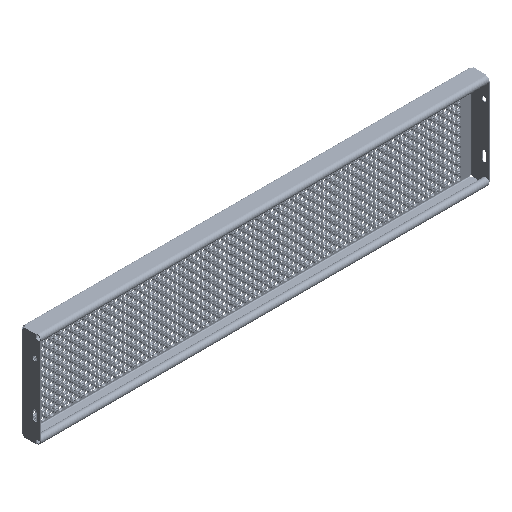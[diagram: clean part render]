
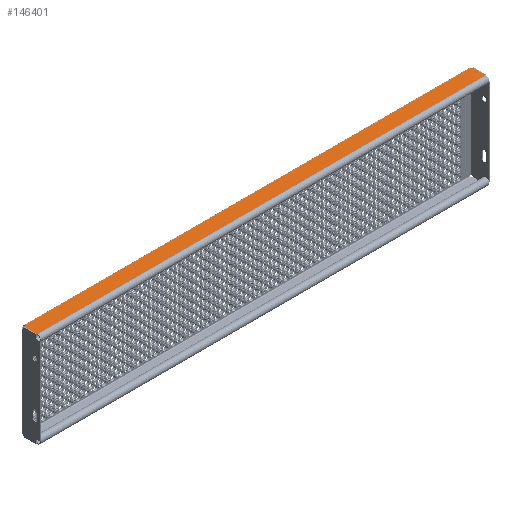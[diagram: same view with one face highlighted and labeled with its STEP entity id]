
A CAD part, isometric view. The second image highlights one B-rep face of the part: STEP entity #146401.
In plain terms, the highlighted planar face has unit normal (0, 0, 1).
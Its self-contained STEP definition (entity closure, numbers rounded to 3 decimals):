
#123684 = CARTESIAN_POINT ( 'NONE',  ( -647.99, -44.498, 137.5 ) ) ;
#123745 = CARTESIAN_POINT ( 'NONE',  ( -647.99, -7.185, 137.5 ) ) ;
#123886 = DIRECTION ( 'NONE',  ( 0., -1., 0. ) ) ;
#123888 = VECTOR ( 'NONE', #123886, 1000. ) ;
#123890 = LINE ( 'NONE', #123745, #123888 ) ;
#124291 = CARTESIAN_POINT ( 'NONE',  ( -647.99, -7.185, 137.5 ) ) ;
#125124 = CARTESIAN_POINT ( 'NONE',  ( -644.302, -4., 137.5 ) ) ;
#126009 = CARTESIAN_POINT ( 'NONE',  ( 647.99, -7.185, 137.5 ) ) ;
#126100 = CARTESIAN_POINT ( 'NONE',  ( 644.302, -4., 137.5 ) ) ;
#126300 = CARTESIAN_POINT ( 'NONE',  ( -649., -4., 137.5 ) ) ;
#126303 = LINE ( 'NONE', #126300, #126481 ) ;
#126406 = CARTESIAN_POINT ( 'NONE',  ( 647.99, -44.498, 137.5 ) ) ;
#126480 = DIRECTION ( 'NONE',  ( 1., 0., 0. ) ) ;
#126481 = VECTOR ( 'NONE', #126480, 1000. ) ;
#126888 = CARTESIAN_POINT ( 'NONE',  ( 649., -2.288, 137.5 ) ) ;
#127024 = DIRECTION ( 'NONE',  ( 0., -1., 0. ) ) ;
#127026 = DIRECTION ( 'NONE',  ( 0., 0., -1. ) ) ;
#127028 = AXIS2_PLACEMENT_3D ( 'NONE', #126888, #127026, #127024 ) ;
#127051 = CIRCLE ( 'NONE', #127028, 5. ) ;
#127088 = CARTESIAN_POINT ( 'NONE',  ( -647.99, -44.498, 137.5 ) ) ;
#127161 = LINE ( 'NONE', #127337, #127335 ) ;
#127208 = DIRECTION ( 'NONE',  ( 1., 0., 0. ) ) ;
#127211 = VECTOR ( 'NONE', #127208, 1000. ) ;
#127212 = LINE ( 'NONE', #127088, #127211 ) ;
#127333 = DIRECTION ( 'NONE',  ( 0., 1., 0. ) ) ;
#127335 = VECTOR ( 'NONE', #127333, 1000. ) ;
#127337 = CARTESIAN_POINT ( 'NONE',  ( 647.99, -7.185, 137.5 ) ) ;
#127662 = DIRECTION ( 'NONE',  ( 0., -1., 0. ) ) ;
#127665 = DIRECTION ( 'NONE',  ( 0., 0., 1. ) ) ;
#127685 = PLANE ( 'NONE',  #127693 ) ;
#127688 = FACE_OUTER_BOUND ( 'NONE', #146309, .T. ) ;
#127693 = AXIS2_PLACEMENT_3D ( 'NONE', #127701, #127665, #127662 ) ;
#127701 = CARTESIAN_POINT ( 'NONE',  ( -649., 270.712, 137.5 ) ) ;
#127749 = DIRECTION ( 'NONE',  ( 0., -1., 0. ) ) ;
#127750 = DIRECTION ( 'NONE',  ( 0., 0., -1. ) ) ;
#127752 = CARTESIAN_POINT ( 'NONE',  ( -649., -2.288, 137.5 ) ) ;
#127753 = AXIS2_PLACEMENT_3D ( 'NONE', #127752, #127750, #127749 ) ;
#127760 = CIRCLE ( 'NONE', #127753, 5. ) ;
#145699 = VERTEX_POINT ( 'NONE', #123684 ) ;
#145730 = EDGE_CURVE ( 'NONE', #145823, #145699, #123890, .T. ) ;
#145823 = VERTEX_POINT ( 'NONE', #124291 ) ;
#145941 = VERTEX_POINT ( 'NONE', #125124 ) ;
#146076 = VERTEX_POINT ( 'NONE', #126100 ) ;
#146083 = VERTEX_POINT ( 'NONE', #126009 ) ;
#146146 = EDGE_CURVE ( 'NONE', #145941, #146076, #126303, .T. ) ;
#146181 = VERTEX_POINT ( 'NONE', #126406 ) ;
#146255 = EDGE_CURVE ( 'NONE', #146083, #146076, #127051, .T. ) ;
#146281 = ORIENTED_EDGE ( 'NONE', *, *, #146297, .T. ) ;
#146297 = EDGE_CURVE ( 'NONE', #145699, #146181, #127212, .T. ) ;
#146309 = EDGE_LOOP ( 'NONE', ( #146281, #146402, #146415, #146437, #146411, #146331 ) ) ;
#146314 = EDGE_CURVE ( 'NONE', #146181, #146083, #127161, .T. ) ;
#146331 = ORIENTED_EDGE ( 'NONE', *, *, #145730, .T. ) ;
#146401 = ADVANCED_FACE ( 'NONE', ( #127688 ), #127685, .T. ) ;
#146402 = ORIENTED_EDGE ( 'NONE', *, *, #146314, .T. ) ;
#146411 = ORIENTED_EDGE ( 'NONE', *, *, #146429, .T. ) ;
#146415 = ORIENTED_EDGE ( 'NONE', *, *, #146255, .T. ) ;
#146429 = EDGE_CURVE ( 'NONE', #145941, #145823, #127760, .T. ) ;
#146437 = ORIENTED_EDGE ( 'NONE', *, *, #146146, .F. ) ;
